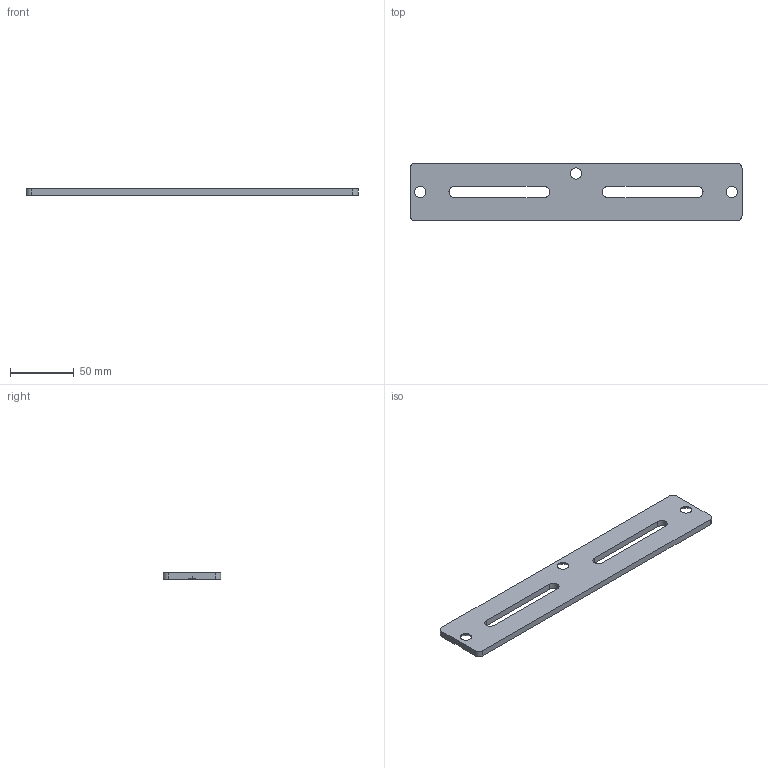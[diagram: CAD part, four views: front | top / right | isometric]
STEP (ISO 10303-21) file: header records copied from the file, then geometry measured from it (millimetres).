
FILE_DESCRIPTION (( 'STEP AP203' ), '1' );
FILE_NAME ('084.313.007.STEP', '2015-06-24T14:14:28', ( '' ), ( '' ), 'SwSTEP 2.0', 'SolidWorks 2012', '' );
FILE_SCHEMA (( 'CONFIG_CONTROL_DESIGN' ));
Length unit declared in the file: millimetre
Products named in the file (1): 084.313.007
Bounding box: 260 x 45 x 5 mm (x, y, z)
Volume: 49424.6 mm3; surface area: 25173.1 mm2
Topology: 1 solids, 1 shells, 32 faces, 93 edges, 60 vertices
Faces by surface type: cylinder 16, plane 10, cone 6
Entity records: 1184 total; most frequent: CARTESIAN_POINT 215, DIRECTION 193, ORIENTED_EDGE 186, EDGE_CURVE 93, AXIS2_PLACEMENT_3D 72, VERTEX_POINT 60, VECTOR 49, LINE 49
